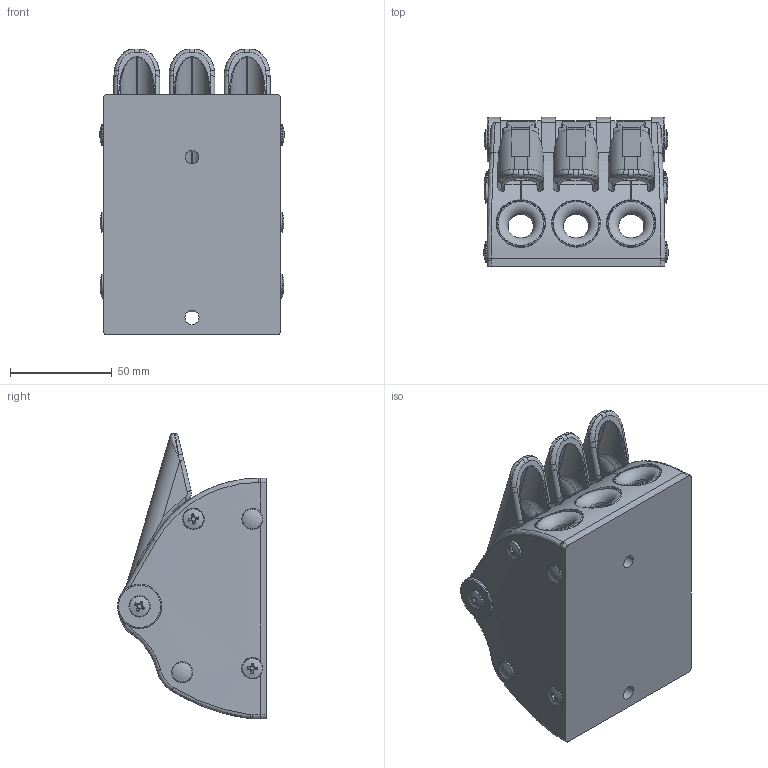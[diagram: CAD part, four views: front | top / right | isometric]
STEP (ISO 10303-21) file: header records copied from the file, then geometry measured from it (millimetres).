
FILE_DESCRIPTION(/* description */ (''),/* implementation_level */ '2;1');
FILE_NAME(/* name */ '513.130.stp',/* time_stamp */ '2023-05-17T14:44:24+02:00',/* author */ ('lucade'),/* organization */ (''),/* preprocessor_version */ 'ST-DEVELOPER v19.2',/* originating_system */ 'Autodesk Inventor 2023',/* authorisation */ '');
FILE_SCHEMA (('AUTOMOTIVE_DESIGN { 1 0 10303 214 3 1 1 }'));
Products named in the file (1): 513.130
Bounding box: 91 x 73.4 x 140.83 mm (x, y, z)
Volume: 360131.8 mm3; surface area: 99366 mm2
Topology: 1 solids, 29 shells, 1270 faces, 3244 edges, 2037 vertices
Faces by surface type: cylinder 388, plane 360, torus 245, bspline 193, cone 44, sphere 40
Full cylindrical faces by diameter (mm): 2.6 x6, 4.8 x5, 4.85 x2, 5.1 x3, 5.2 x2, 5.5 x2, 6.5 x3, 7 x3, 8 x13, 8.2 x4, 10 x6, 10.2 x4, 10.3 x4, 11.5 x6, 12.4 x3, 21.8 x2, 24 x1, 26 x3
Entity records: 47737 total; most frequent: CARTESIAN_POINT 18305, ORIENTED_EDGE 6452, DIRECTION 5878, EDGE_CURVE 3226, AXIS2_PLACEMENT_3D 2483, VERTEX_POINT 2037, EDGE_LOOP 1341, CIRCLE 1339
